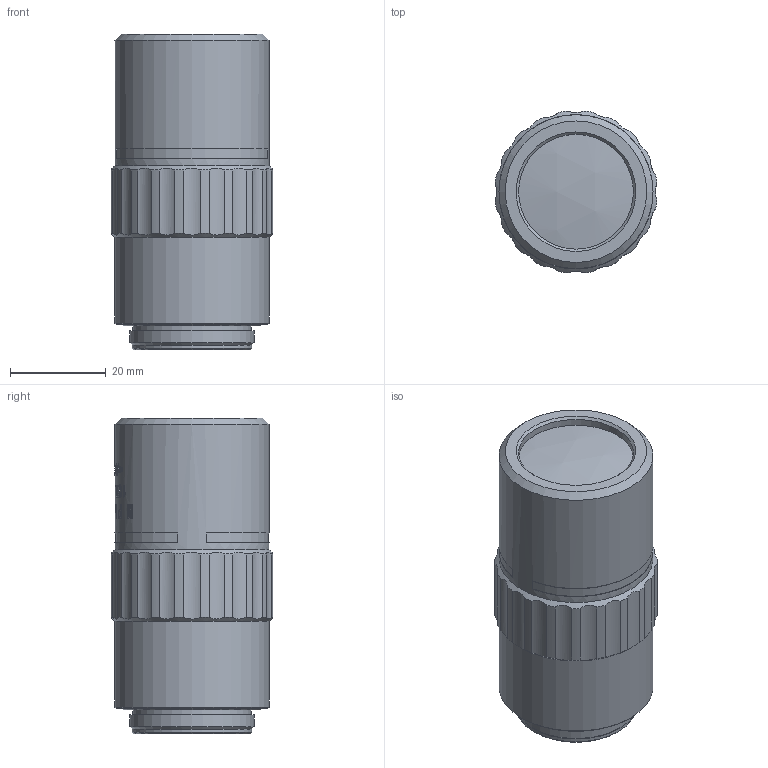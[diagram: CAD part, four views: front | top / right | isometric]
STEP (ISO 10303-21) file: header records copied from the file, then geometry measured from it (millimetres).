
FILE_DESCRIPTION (( 'STEP AP203' ), '1' );
FILE_NAME ('690133.STEP', '2025-12-17T01:22:07', ( 'Windows User' ), ( 'P R C' ), 'SwSTEP 2.0', 'SolidWorks 2020', '' );
FILE_SCHEMA (( 'CONFIG_CONTROL_DESIGN' ));
Length unit declared in the file: millimetre
Products named in the file (1): 690133
Bounding box: 33.82 x 33.82 x 66 mm (x, y, z)
Volume: 51010.2 mm3; surface area: 8717.5 mm2
Topology: 1 solids, 1 shells, 355 faces, 921 edges, 614 vertices
Faces by surface type: bspline 154, plane 103, cylinder 88, cone 9, sphere 1
Full cylindrical faces by diameter (mm): 22 x1, 24 x1, 24.8 x1, 25 x1, 26 x1, 32.2 x2
Entity records: 34843 total; most frequent: CARTESIAN_POINT 27312, ORIENTED_EDGE 1788, DIRECTION 1045, EDGE_CURVE 894, VERTEX_POINT 607, B_SPLINE_CURVE_WITH_KNOTS 426, EDGE_LOOP 421, AXIS2_PLACEMENT_3D 375
